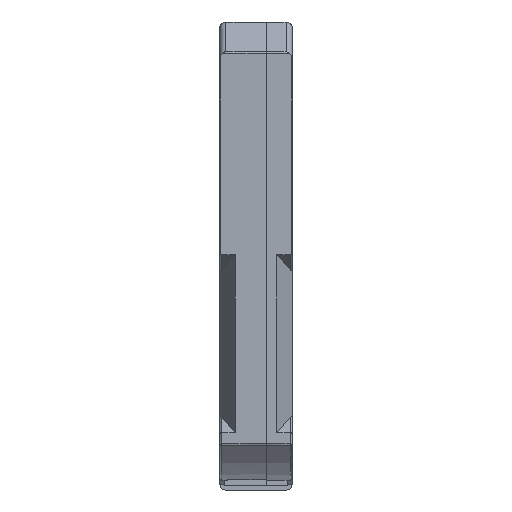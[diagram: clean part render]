
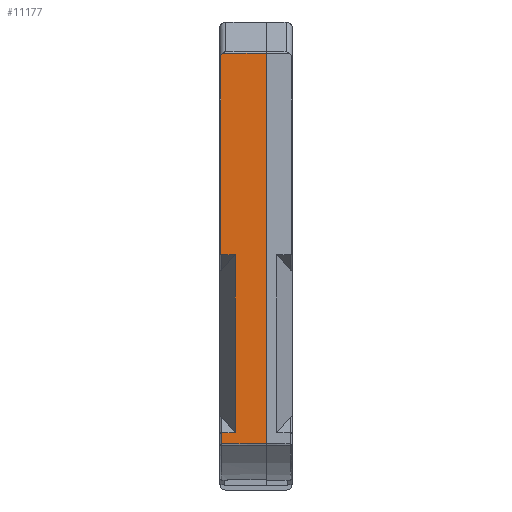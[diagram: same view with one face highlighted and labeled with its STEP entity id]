
A CAD part, front view. The second image highlights one B-rep face of the part: STEP entity #11177.
In plain terms, the highlighted planar face has unit normal (0, -1, 0).
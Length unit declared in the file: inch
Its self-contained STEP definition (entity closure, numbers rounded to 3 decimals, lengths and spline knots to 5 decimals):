
#222 = EDGE_CURVE ( 'NONE', #13296, #11136, #12472, .T. ) ;
#268 = VECTOR ( 'NONE', #5070, 39.37008 ) ;
#359 = CARTESIAN_POINT ( 'NONE',  ( -0.20658, -1.94882, -1.47521 ) ) ;
#435 = VERTEX_POINT ( 'NONE', #5340 ) ;
#454 = B_SPLINE_CURVE_WITH_KNOTS ( 'NONE', 3,
 ( #7514, #8926, #1961, #7879 ),
 .UNSPECIFIED., .F., .F.,
 ( 4, 4 ),
 ( 0., 1. ),
 .UNSPECIFIED. ) ;
#620 = EDGE_CURVE ( 'NONE', #13471, #13296, #11671, .T. ) ;
#907 = CARTESIAN_POINT ( 'NONE',  ( 0.09055, -1.94882, -1.58086 ) ) ;
#925 = CARTESIAN_POINT ( 'NONE',  ( -0.30512, -1.94882, -1.58086 ) ) ;
#1076 = VERTEX_POINT ( 'NONE', #2705 ) ;
#1144 = EDGE_CURVE ( 'NONE', #5071, #4357, #1815, .T. ) ;
#1149 = EDGE_CURVE ( 'NONE', #12615, #4993, #10093, .T. ) ;
#1755 = CARTESIAN_POINT ( 'NONE',  ( -0.34646, -1.94882, 0.23027 ) ) ;
#1815 = LINE ( 'NONE', #925, #2747 ) ;
#1961 = CARTESIAN_POINT ( 'NONE',  ( -0.33404, -1.94882, 2.14482 ) ) ;
#2054 = CARTESIAN_POINT ( 'NONE',  ( -0.20658, -1.94882, 0.22558 ) ) ;
#2499 = EDGE_LOOP ( 'NONE', ( #13139, #4232, #10211, #4911, #7914, #8682, #5555, #2713, #11810, #3670 ) ) ;
#2705 = CARTESIAN_POINT ( 'NONE',  ( -0.32655, -1.94882, 2.15039 ) ) ;
#2713 = ORIENTED_EDGE ( 'NONE', *, *, #3991, .T. ) ;
#2721 = LINE ( 'NONE', #10856, #12189 ) ;
#2747 = VECTOR ( 'NONE', #7579, 39.37008 ) ;
#2788 = LINE ( 'NONE', #11806, #268 ) ;
#2870 = DIRECTION ( 'NONE',  ( 1., 0., 0. ) ) ;
#3152 = CARTESIAN_POINT ( 'NONE',  ( -0.33465, -1.94882, -1.58086 ) ) ;
#3204 = FACE_OUTER_BOUND ( 'NONE', #2499, .T. ) ;
#3670 = ORIENTED_EDGE ( 'NONE', *, *, #5963, .T. ) ;
#3991 = EDGE_CURVE ( 'NONE', #6143, #4993, #10101, .T. ) ;
#4232 = ORIENTED_EDGE ( 'NONE', *, *, #222, .T. ) ;
#4357 = VERTEX_POINT ( 'NONE', #907 ) ;
#4533 = CARTESIAN_POINT ( 'NONE',  ( -0.30512, -1.94882, 1.37073 ) ) ;
#4911 = ORIENTED_EDGE ( 'NONE', *, *, #1144, .T. ) ;
#4993 = VERTEX_POINT ( 'NONE', #1755 ) ;
#5070 = DIRECTION ( 'NONE',  ( 0., 0., -1. ) ) ;
#5071 = VERTEX_POINT ( 'NONE', #3152 ) ;
#5340 = CARTESIAN_POINT ( 'NONE',  ( 0.09055, -1.94882, 2.15039 ) ) ;
#5555 = ORIENTED_EDGE ( 'NONE', *, *, #7615, .F. ) ;
#5963 = EDGE_CURVE ( 'NONE', #12615, #13471, #14272, .T. ) ;
#6143 = VERTEX_POINT ( 'NONE', #10048 ) ;
#6455 = PLANE ( 'NONE',  #9980 ) ;
#7070 = VECTOR ( 'NONE', #7300, 39.37008 ) ;
#7242 = DIRECTION ( 'NONE',  ( 0., 0., -1. ) ) ;
#7300 = DIRECTION ( 'NONE',  ( 0., 0., -1. ) ) ;
#7514 = CARTESIAN_POINT ( 'NONE',  ( -0.34646, -1.94882, 2.12579 ) ) ;
#7547 = EDGE_CURVE ( 'NONE', #11136, #5071, #9808, .T. ) ;
#7579 = DIRECTION ( 'NONE',  ( 1., 0., 0. ) ) ;
#7615 = EDGE_CURVE ( 'NONE', #6143, #1076, #454, .T. ) ;
#7642 = DIRECTION ( 'NONE',  ( 0., -1., 0. ) ) ;
#7879 = CARTESIAN_POINT ( 'NONE',  ( -0.32655, -1.94882, 2.15039 ) ) ;
#7914 = ORIENTED_EDGE ( 'NONE', *, *, #10692, .F. ) ;
#8548 = CARTESIAN_POINT ( 'NONE',  ( -0.33465, -1.94882, 1.37073 ) ) ;
#8652 = VECTOR ( 'NONE', #8837, 39.37008 ) ;
#8682 = ORIENTED_EDGE ( 'NONE', *, *, #14543, .T. ) ;
#8764 = CARTESIAN_POINT ( 'NONE',  ( -0.34296, -1.94882, 0.22715 ) ) ;
#8837 = DIRECTION ( 'NONE',  ( -1., 0., 0. ) ) ;
#8926 = CARTESIAN_POINT ( 'NONE',  ( -0.34123, -1.94882, 2.13662 ) ) ;
#9734 = CARTESIAN_POINT ( 'NONE',  ( -0.34646, -1.94882, 0.23027 ) ) ;
#9808 = LINE ( 'NONE', #8548, #7070 ) ;
#9932 = CARTESIAN_POINT ( 'NONE',  ( -0.33465, -1.94882, 0.22558 ) ) ;
#9980 = AXIS2_PLACEMENT_3D ( 'NONE', #4533, #7642, #10971 ) ;
#10048 = CARTESIAN_POINT ( 'NONE',  ( -0.34646, -1.94882, 2.12579 ) ) ;
#10093 = B_SPLINE_CURVE_WITH_KNOTS ( 'NONE', 3,
 ( #12092, #13071, #8764, #9734 ),
 .UNSPECIFIED., .F., .F.,
 ( 4, 4 ),
 ( 0., 1. ),
 .UNSPECIFIED. ) ;
#10101 = LINE ( 'NONE', #10908, #14044 ) ;
#10102 = VECTOR ( 'NONE', #7242, 39.37008 ) ;
#10211 = ORIENTED_EDGE ( 'NONE', *, *, #7547, .T. ) ;
#10316 = VECTOR ( 'NONE', #2870, 39.37008 ) ;
#10692 = EDGE_CURVE ( 'NONE', #435, #4357, #2788, .T. ) ;
#10786 = DIRECTION ( 'NONE',  ( -1., 0., 0. ) ) ;
#10856 = CARTESIAN_POINT ( 'NONE',  ( -0.30512, -1.94882, 2.15039 ) ) ;
#10908 = CARTESIAN_POINT ( 'NONE',  ( -0.34646, -1.94882, 1.37073 ) ) ;
#10971 = DIRECTION ( 'NONE',  ( 0., 0., -1. ) ) ;
#11122 = CARTESIAN_POINT ( 'NONE',  ( -0.33465, -1.94882, -1.47521 ) ) ;
#11136 = VERTEX_POINT ( 'NONE', #11122 ) ;
#11177 = ADVANCED_FACE ( 'NONE', ( #3204 ), #6455, .T. ) ;
#11671 = LINE ( 'NONE', #13835, #10102 ) ;
#11806 = CARTESIAN_POINT ( 'NONE',  ( 0.09055, -1.94882, -1.57543 ) ) ;
#11810 = ORIENTED_EDGE ( 'NONE', *, *, #1149, .F. ) ;
#12092 = CARTESIAN_POINT ( 'NONE',  ( -0.33465, -1.94882, 0.22558 ) ) ;
#12189 = VECTOR ( 'NONE', #10786, 39.37008 ) ;
#12472 = LINE ( 'NONE', #13516, #8652 ) ;
#12615 = VERTEX_POINT ( 'NONE', #9932 ) ;
#13023 = CARTESIAN_POINT ( 'NONE',  ( -0.30512, -1.94882, 0.22558 ) ) ;
#13071 = CARTESIAN_POINT ( 'NONE',  ( -0.33872, -1.94882, 0.22558 ) ) ;
#13139 = ORIENTED_EDGE ( 'NONE', *, *, #620, .T. ) ;
#13296 = VERTEX_POINT ( 'NONE', #359 ) ;
#13444 = DIRECTION ( 'NONE',  ( 0., 0., -1. ) ) ;
#13471 = VERTEX_POINT ( 'NONE', #2054 ) ;
#13516 = CARTESIAN_POINT ( 'NONE',  ( -0.30512, -1.94882, -1.47521 ) ) ;
#13835 = CARTESIAN_POINT ( 'NONE',  ( -0.20658, -1.94882, 1.37073 ) ) ;
#14044 = VECTOR ( 'NONE', #13444, 39.37008 ) ;
#14272 = LINE ( 'NONE', #13023, #10316 ) ;
#14543 = EDGE_CURVE ( 'NONE', #435, #1076, #2721, .T. ) ;
